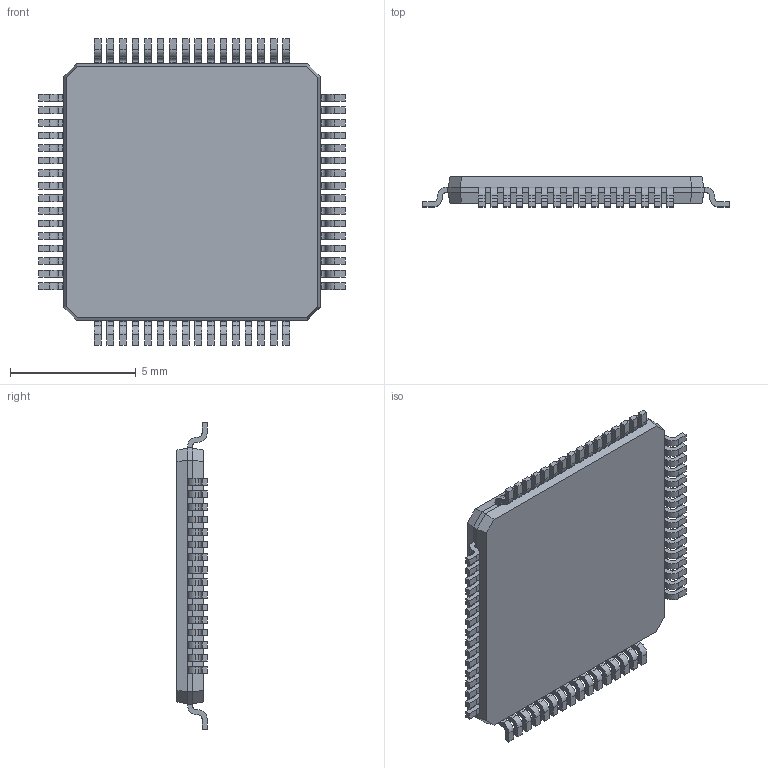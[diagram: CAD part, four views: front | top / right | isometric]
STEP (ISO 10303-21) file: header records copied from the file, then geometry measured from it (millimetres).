
FILE_DESCRIPTION (( 'STEP AP214' ), '1' );
FILE_NAME ('User Library-TQFP64-2.STEP', '2016-10-22T05:25:02', ( 'Windows User' ), ( '' ), 'SwSTEP 2.0', 'SolidWorks 2016', '' );
FILE_SCHEMA (( 'AUTOMOTIVE_DESIGN' ));
Length unit declared in the file: millimetre
Products named in the file (3): User Library-TQFP64-2_Body x10-2 y10-2 z1-05; User Library-TQFP64-2_Leg x0-27 y0-575 z1-0; User Library-TQFP64-2
Assembly tree (65 placements, depth 2):
  User Library-TQFP64-2
    User Library-TQFP64-2_Leg x0-27 y0-575 z1-0  x64
    User Library-TQFP64-2_Body x10-2 y10-2 z1-05
Bounding box: 12.2 x 1.2 x 12.2 mm (x, y, z)
Volume: 111.8 mm3; surface area: 330.5 mm2
Topology: 65 solids, 65 shells, 925 faces, 2366 edges, 1572 vertices
Faces by surface type: plane 667, cylinder 258
Entity records: 2263 total; most frequent: DIRECTION 332, CARTESIAN_POINT 269, ORIENTED_EDGE 196, AXIS2_PLACEMENT_3D 123, EDGE_CURVE 98, LINE 86, VECTOR 86, PRODUCT_DEFINITION_SHAPE 68
